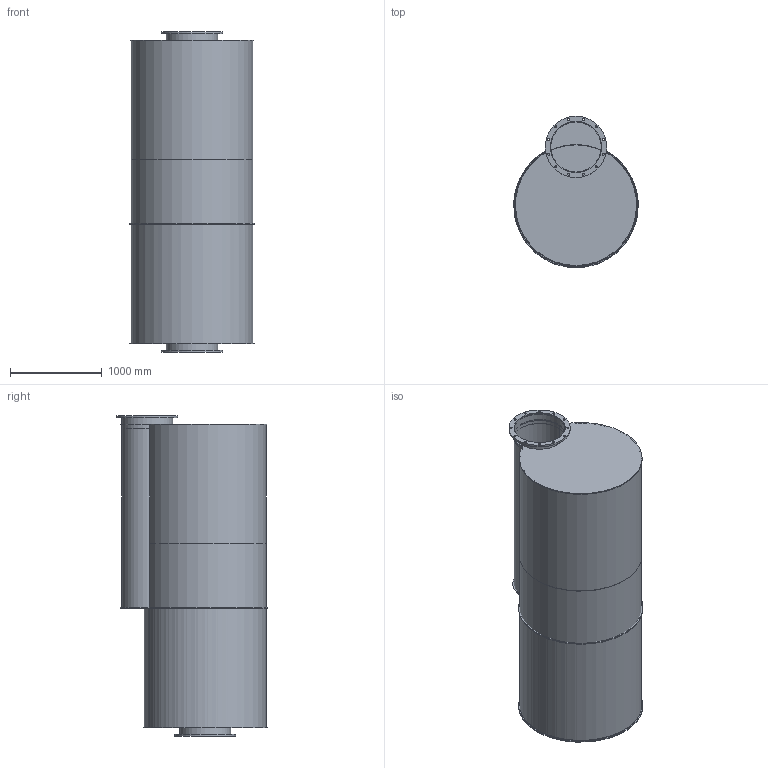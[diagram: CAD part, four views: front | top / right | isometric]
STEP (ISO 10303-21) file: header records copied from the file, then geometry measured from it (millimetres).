
FILE_DESCRIPTION(/* description */ (''),/* implementation_level */ '2;1');
FILE_NAME(/* name */ 'Sdad 22.stp',/* time_stamp */ '2015-02-17T11:09:17+01:00',/* author */ ('Tekenkamer'),/* organization */ (''),/* preprocessor_version */ 'ST-DEVELOPER v15.6',/* originating_system */ 'Autodesk Inventor 2015',/* authorisation */ '');
FILE_SCHEMA (('AUTOMOTIVE_DESIGN { 1 0 10303 214 3 1 1 }'));
Length unit declared in the file: millimetre
Products named in the file (1): Sdad 22
Bounding box: 1360 x 1650 x 3500 mm (x, y, z)
Volume: 151844930 mm3; surface area: 63179571.7 mm2
Topology: 12 solids, 12 shells, 78 faces, 162 edges, 108 vertices
Faces by surface type: cylinder 54, plane 24
Full cylindrical faces by diameter (mm): 22 x24, 551 x4, 559 x4, 561 x5, 670 x2, 1322 x1, 1330 x1, 1360 x1
Entity records: 2080 total; most frequent: DIRECTION 386, CARTESIAN_POINT 307, ORIENTED_EDGE 240, EDGE_LOOP 188, AXIS2_PLACEMENT_3D 187, EDGE_CURVE 120, FACE_BOUND 110, CIRCLE 108
